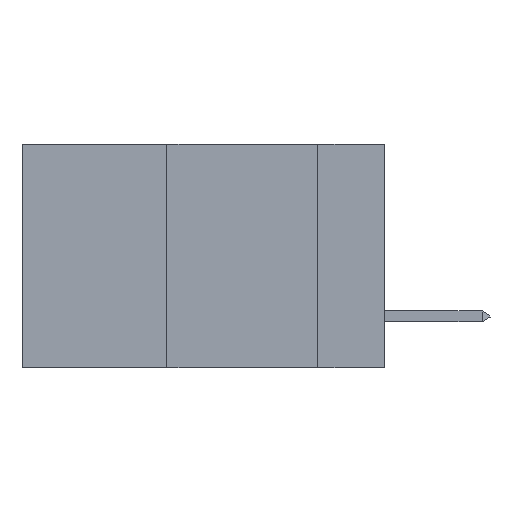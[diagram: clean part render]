
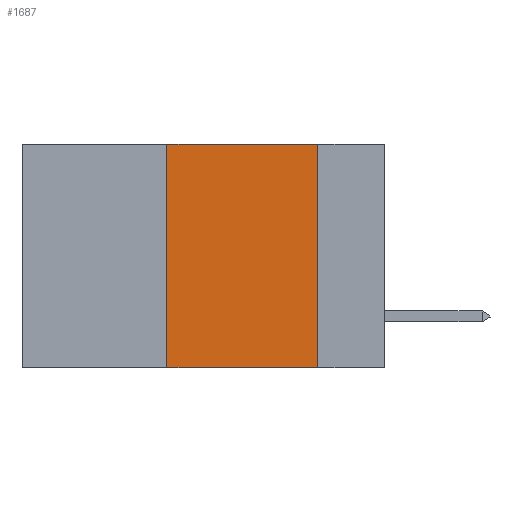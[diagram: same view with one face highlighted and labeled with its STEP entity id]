
A CAD part, left-side view. The second image highlights one B-rep face of the part: STEP entity #1687.
In plain terms, the highlighted planar face has unit normal (-1, 0, 0).
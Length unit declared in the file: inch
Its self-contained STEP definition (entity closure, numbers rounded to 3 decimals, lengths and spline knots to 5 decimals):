
#585 = LINE ( 'NONE', #4495, #12929 ) ;
#963 = LINE ( 'NONE', #4943, #22412 ) ;
#1010 = VERTEX_POINT ( 'NONE', #14865 ) ;
#1687 = ADVANCED_FACE ( 'NONE', ( #10125 ), #6342, .F. ) ;
#3543 = VERTEX_POINT ( 'NONE', #10959 ) ;
#3591 = EDGE_CURVE ( 'NONE', #21757, #3543, #11317, .T. ) ;
#4072 = EDGE_CURVE ( 'NONE', #21757, #1010, #585, .T. ) ;
#4495 = CARTESIAN_POINT ( 'NONE',  ( 0., 0.36, 0. ) ) ;
#4943 = CARTESIAN_POINT ( 'NONE',  ( 0., 0.6, 0. ) ) ;
#6167 = DIRECTION ( 'NONE',  ( 1., 0., 0. ) ) ;
#6342 = PLANE ( 'NONE',  #23078 ) ;
#6811 = VERTEX_POINT ( 'NONE', #24697 ) ;
#6883 = DIRECTION ( 'NONE',  ( 0., 0., -1. ) ) ;
#8071 = DIRECTION ( 'NONE',  ( 0., 0., -1. ) ) ;
#8156 = CARTESIAN_POINT ( 'NONE',  ( 0., 0.6, 0. ) ) ;
#8394 = EDGE_CURVE ( 'NONE', #6811, #3543, #23048, .T. ) ;
#9028 = EDGE_CURVE ( 'NONE', #1010, #6811, #963, .T. ) ;
#9330 = EDGE_LOOP ( 'NONE', ( #19978, #26583, #25387, #22184 ) ) ;
#10125 = FACE_OUTER_BOUND ( 'NONE', #9330, .T. ) ;
#10959 = CARTESIAN_POINT ( 'NONE',  ( 0., 0.11, -0.37 ) ) ;
#11317 = LINE ( 'NONE', #14956, #23341 ) ;
#12836 = CARTESIAN_POINT ( 'NONE',  ( 0., 0.36, -0.37 ) ) ;
#12929 = VECTOR ( 'NONE', #19192, 39.37008 ) ;
#14865 = CARTESIAN_POINT ( 'NONE',  ( 0., 0.36, 0. ) ) ;
#14956 = CARTESIAN_POINT ( 'NONE',  ( 0., 0.6, -0.37 ) ) ;
#15386 = DIRECTION ( 'NONE',  ( 0., -1., 0. ) ) ;
#17243 = CARTESIAN_POINT ( 'NONE',  ( 0., 0.11, 0. ) ) ;
#19192 = DIRECTION ( 'NONE',  ( 0., 0., 1. ) ) ;
#19978 = ORIENTED_EDGE ( 'NONE', *, *, #8394, .F. ) ;
#21757 = VERTEX_POINT ( 'NONE', #12836 ) ;
#22184 = ORIENTED_EDGE ( 'NONE', *, *, #3591, .T. ) ;
#22412 = VECTOR ( 'NONE', #15386, 39.37008 ) ;
#23048 = LINE ( 'NONE', #17243, #24381 ) ;
#23078 = AXIS2_PLACEMENT_3D ( 'NONE', #8156, #6167, #8071 ) ;
#23341 = VECTOR ( 'NONE', #25496, 39.37008 ) ;
#24381 = VECTOR ( 'NONE', #6883, 39.37008 ) ;
#24697 = CARTESIAN_POINT ( 'NONE',  ( 0., 0.11, 0. ) ) ;
#25387 = ORIENTED_EDGE ( 'NONE', *, *, #4072, .F. ) ;
#25496 = DIRECTION ( 'NONE',  ( 0., -1., 0. ) ) ;
#26583 = ORIENTED_EDGE ( 'NONE', *, *, #9028, .F. ) ;
